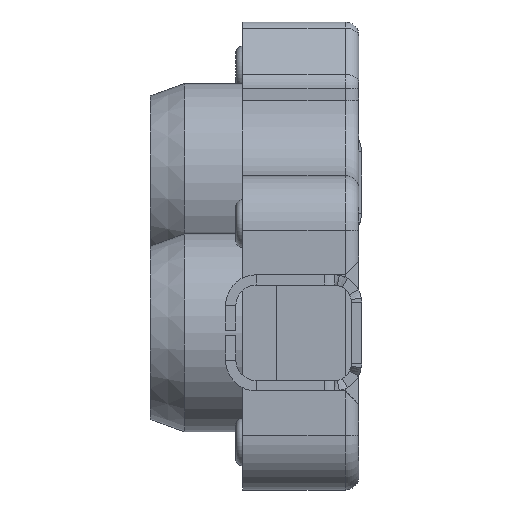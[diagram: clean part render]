
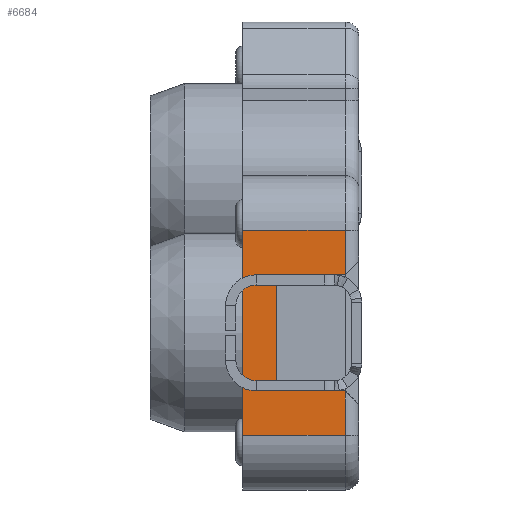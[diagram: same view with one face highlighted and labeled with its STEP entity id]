
A CAD part, left-side view. The second image highlights one B-rep face of the part: STEP entity #6684.
In plain terms, the highlighted planar face has unit normal (-1, 0, 0).
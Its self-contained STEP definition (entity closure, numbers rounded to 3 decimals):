
#30 = CARTESIAN_POINT ( 'NONE',  ( -12.3, -1.6, 1.5 ) ) ;
#69 = EDGE_CURVE ( 'NONE', #2064, #3030, #5812, .T. ) ;
#307 = ORIENTED_EDGE ( 'NONE', *, *, #426, .F. ) ;
#426 = EDGE_CURVE ( 'NONE', #2064, #6424, #3934, .T. ) ;
#432 = CARTESIAN_POINT ( 'NONE',  ( -12.3, -1.6, -0.85 ) ) ;
#451 = CARTESIAN_POINT ( 'NONE',  ( -12.3, -0.1, 1.5 ) ) ;
#550 = CARTESIAN_POINT ( 'NONE',  ( -12.3, -1.8, 1.5 ) ) ;
#652 = CARTESIAN_POINT ( 'NONE',  ( -12.3, -1.6, 1.5 ) ) ;
#705 = VECTOR ( 'NONE', #5833, 1000. ) ;
#781 = EDGE_CURVE ( 'NONE', #1202, #1096, #2825, .T. ) ;
#889 = CARTESIAN_POINT ( 'NONE',  ( -12.3, -0.1, -1.5 ) ) ;
#914 = ORIENTED_EDGE ( 'NONE', *, *, #1930, .T. ) ;
#916 = VERTEX_POINT ( 'NONE', #652 ) ;
#1078 = LINE ( 'NONE', #2138, #3958 ) ;
#1095 = EDGE_CURVE ( 'NONE', #3479, #6424, #5949, .T. ) ;
#1096 = VERTEX_POINT ( 'NONE', #1258 ) ;
#1202 = VERTEX_POINT ( 'NONE', #4458 ) ;
#1258 = CARTESIAN_POINT ( 'NONE',  ( -12.3, -0.6, -0.85 ) ) ;
#1334 = LINE ( 'NONE', #5331, #2896 ) ;
#1378 = LINE ( 'NONE', #3904, #6402 ) ;
#1834 = VECTOR ( 'NONE', #2205, 1000. ) ;
#1930 = EDGE_CURVE ( 'NONE', #1202, #3245, #1378, .T. ) ;
#1939 = ORIENTED_EDGE ( 'NONE', *, *, #4510, .T. ) ;
#2064 = VERTEX_POINT ( 'NONE', #5497 ) ;
#2135 = CARTESIAN_POINT ( 'NONE',  ( -12.3, -0.6, -0.85 ) ) ;
#2138 = CARTESIAN_POINT ( 'NONE',  ( -12.3, -1.8, 1.5 ) ) ;
#2155 = ORIENTED_EDGE ( 'NONE', *, *, #1095, .T. ) ;
#2174 = ORIENTED_EDGE ( 'NONE', *, *, #781, .F. ) ;
#2205 = DIRECTION ( 'NONE',  ( 0., 0., -1. ) ) ;
#2260 = ORIENTED_EDGE ( 'NONE', *, *, #69, .T. ) ;
#2414 = LINE ( 'NONE', #2135, #3250 ) ;
#2825 = LINE ( 'NONE', #3295, #1834 ) ;
#2844 = DIRECTION ( 'NONE',  ( 0., 0., -1. ) ) ;
#2896 = VECTOR ( 'NONE', #3157, 1000. ) ;
#3030 = VERTEX_POINT ( 'NONE', #432 ) ;
#3124 = PLANE ( 'NONE',  #6273 ) ;
#3157 = DIRECTION ( 'NONE',  ( 0., 0., 1. ) ) ;
#3203 = DIRECTION ( 'NONE',  ( 0., 1., 0. ) ) ;
#3209 = DIRECTION ( 'NONE',  ( 0., 0., -1. ) ) ;
#3245 = VERTEX_POINT ( 'NONE', #4454 ) ;
#3250 = VECTOR ( 'NONE', #4242, 1000. ) ;
#3295 = CARTESIAN_POINT ( 'NONE',  ( -12.3, -0.6, 0. ) ) ;
#3479 = VERTEX_POINT ( 'NONE', #451 ) ;
#3670 = DIRECTION ( 'NONE',  ( 1., 0., 0. ) ) ;
#3867 = CARTESIAN_POINT ( 'NONE',  ( -12.3, -0.1, 1.5 ) ) ;
#3904 = CARTESIAN_POINT ( 'NONE',  ( -12.3, -0.6, 0.85 ) ) ;
#3925 = CARTESIAN_POINT ( 'NONE',  ( -12.3, -1.8, -1.5 ) ) ;
#3934 = LINE ( 'NONE', #3925, #5008 ) ;
#3958 = VECTOR ( 'NONE', #3203, 1000. ) ;
#4242 = DIRECTION ( 'NONE',  ( 0., -1., 0. ) ) ;
#4341 = EDGE_CURVE ( 'NONE', #916, #3479, #1078, .T. ) ;
#4443 = DIRECTION ( 'NONE',  ( 0., 1., 0. ) ) ;
#4444 = DIRECTION ( 'NONE',  ( 0., -1., 0. ) ) ;
#4454 = CARTESIAN_POINT ( 'NONE',  ( -12.3, -1.6, 0.85 ) ) ;
#4458 = CARTESIAN_POINT ( 'NONE',  ( -12.3, -0.6, 0.85 ) ) ;
#4510 = EDGE_CURVE ( 'NONE', #3245, #916, #1334, .T. ) ;
#4790 = FACE_OUTER_BOUND ( 'NONE', #5692, .T. ) ;
#5008 = VECTOR ( 'NONE', #4443, 1000. ) ;
#5136 = ORIENTED_EDGE ( 'NONE', *, *, #6040, .F. ) ;
#5331 = CARTESIAN_POINT ( 'NONE',  ( -12.3, -1.6, 1.5 ) ) ;
#5450 = ORIENTED_EDGE ( 'NONE', *, *, #4341, .T. ) ;
#5497 = CARTESIAN_POINT ( 'NONE',  ( -12.3, -1.6, -1.5 ) ) ;
#5692 = EDGE_LOOP ( 'NONE', ( #307, #2260, #5136, #2174, #914, #1939, #5450, #2155 ) ) ;
#5812 = LINE ( 'NONE', #30, #705 ) ;
#5833 = DIRECTION ( 'NONE',  ( 0., 0., 1. ) ) ;
#5949 = LINE ( 'NONE', #3867, #6771 ) ;
#6040 = EDGE_CURVE ( 'NONE', #1096, #3030, #2414, .T. ) ;
#6273 = AXIS2_PLACEMENT_3D ( 'NONE', #550, #3670, #3209 ) ;
#6402 = VECTOR ( 'NONE', #4444, 1000. ) ;
#6424 = VERTEX_POINT ( 'NONE', #889 ) ;
#6684 = ADVANCED_FACE ( 'NONE', ( #4790 ), #3124, .F. ) ;
#6771 = VECTOR ( 'NONE', #2844, 1000. ) ;
